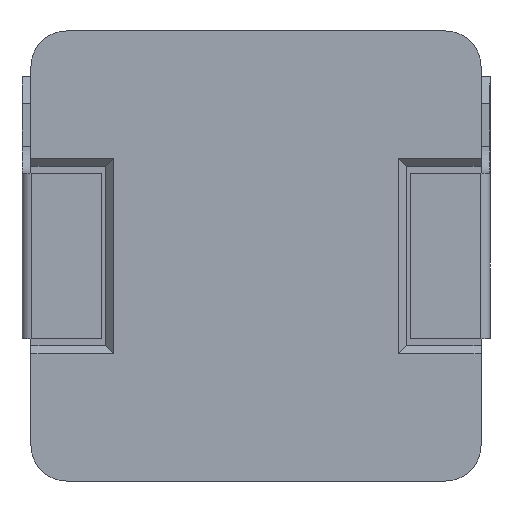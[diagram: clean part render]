
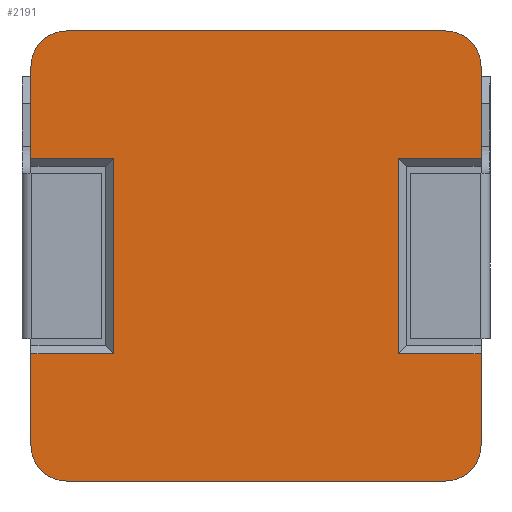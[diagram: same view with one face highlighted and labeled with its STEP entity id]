
A CAD part, front view. The second image highlights one B-rep face of the part: STEP entity #2191.
In plain terms, the highlighted planar face has unit normal (0, -1, 0).
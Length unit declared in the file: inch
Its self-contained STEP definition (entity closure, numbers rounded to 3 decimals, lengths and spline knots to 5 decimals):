
#8 = DIRECTION ( 'NONE',  ( 0., 0., -1. ) ) ;
#54 = CARTESIAN_POINT ( 'NONE',  ( -0.03318, 0.09557, -0.16122 ) ) ;
#120 = CARTESIAN_POINT ( 'NONE',  ( 0.01922, 0.09557, 0.19888 ) ) ;
#135 = LINE ( 'NONE', #3577, #2545 ) ;
#144 = CARTESIAN_POINT ( 'NONE',  ( -0.07278, 0.09557, -0.12162 ) ) ;
#147 = CARTESIAN_POINT ( 'NONE',  ( 0.38982, 0.09557, -0.01912 ) ) ;
#193 = DIRECTION ( 'NONE',  ( 0., 0., 1. ) ) ;
#194 = AXIS2_PLACEMENT_3D ( 'NONE', #3336, #2915, #2502 ) ;
#201 = CARTESIAN_POINT ( 'NONE',  ( -0.03318, 0.09557, 0.34098 ) ) ;
#269 = CIRCLE ( 'NONE', #194, 0.0396 ) ;
#285 = VERTEX_POINT ( 'NONE', #1226 ) ;
#297 = VERTEX_POINT ( 'NONE', #855 ) ;
#298 = DIRECTION ( 'NONE',  ( 0., 0., -1. ) ) ;
#305 = DIRECTION ( 'NONE',  ( -1., 0., 0. ) ) ;
#317 = CARTESIAN_POINT ( 'NONE',  ( -0.07278, 0.09557, 0.30138 ) ) ;
#328 = VERTEX_POINT ( 'NONE', #120 ) ;
#351 = ORIENTED_EDGE ( 'NONE', *, *, #1369, .F. ) ;
#374 = ORIENTED_EDGE ( 'NONE', *, *, #3389, .T. ) ;
#381 = CARTESIAN_POINT ( 'NONE',  ( 0.42942, 0.09557, 0.30138 ) ) ;
#407 = VERTEX_POINT ( 'NONE', #1528 ) ;
#423 = VERTEX_POINT ( 'NONE', #1127 ) ;
#427 = VERTEX_POINT ( 'NONE', #766 ) ;
#429 = LINE ( 'NONE', #54, #3729 ) ;
#432 = CIRCLE ( 'NONE', #1774, 0.0396 ) ;
#449 = DIRECTION ( 'NONE',  ( 0., 0., -1. ) ) ;
#459 = CIRCLE ( 'NONE', #776, 0.0396 ) ;
#480 = ORIENTED_EDGE ( 'NONE', *, *, #2771, .F. ) ;
#524 = DIRECTION ( 'NONE',  ( 0., 0., -1. ) ) ;
#565 = CIRCLE ( 'NONE', #2535, 0.0396 ) ;
#569 = DIRECTION ( 'NONE',  ( 0., 1., 0. ) ) ;
#579 = EDGE_LOOP ( 'NONE', ( #1095, #3525, #374, #1368, #3404, #2712, #1467, #480, #834, #2401, #2585, #647, #351, #1888, #1474, #1692 ) ) ;
#582 = DIRECTION ( 'NONE',  ( 0., 0., 1. ) ) ;
#600 = AXIS2_PLACEMENT_3D ( 'NONE', #1843, #1426, #1031 ) ;
#605 = VECTOR ( 'NONE', #2369, 39.37008 ) ;
#626 = VERTEX_POINT ( 'NONE', #3216 ) ;
#647 = ORIENTED_EDGE ( 'NONE', *, *, #3511, .T. ) ;
#672 = FACE_OUTER_BOUND ( 'NONE', #579, .T. ) ;
#682 = CARTESIAN_POINT ( 'NONE',  ( 0.42942, 0.09557, 0.30138 ) ) ;
#689 = CARTESIAN_POINT ( 'NONE',  ( 0.38982, 0.09557, -0.01912 ) ) ;
#743 = LINE ( 'NONE', #381, #2577 ) ;
#751 = VERTEX_POINT ( 'NONE', #810 ) ;
#766 = CARTESIAN_POINT ( 'NONE',  ( 0.01922, 0.09557, -0.01912 ) ) ;
#776 = AXIS2_PLACEMENT_3D ( 'NONE', #2446, #2047, #1656 ) ;
#789 = CARTESIAN_POINT ( 'NONE',  ( 0.38982, 0.09557, 0.34098 ) ) ;
#801 = DIRECTION ( 'NONE',  ( 0., 1., 0. ) ) ;
#810 = CARTESIAN_POINT ( 'NONE',  ( -0.03318, 0.09557, -0.16122 ) ) ;
#834 = ORIENTED_EDGE ( 'NONE', *, *, #2706, .F. ) ;
#855 = CARTESIAN_POINT ( 'NONE',  ( -0.07278, 0.09557, -0.01912 ) ) ;
#888 = CARTESIAN_POINT ( 'NONE',  ( 0.01922, 0.09557, 0.30138 ) ) ;
#928 = CARTESIAN_POINT ( 'NONE',  ( 0.38982, 0.09557, 0.30138 ) ) ;
#944 = CARTESIAN_POINT ( 'NONE',  ( -0.07278, 0.09557, 0.30138 ) ) ;
#949 = VERTEX_POINT ( 'NONE', #2206 ) ;
#1026 = LINE ( 'NONE', #682, #2997 ) ;
#1031 = DIRECTION ( 'NONE',  ( 0., 0., 1. ) ) ;
#1043 = LINE ( 'NONE', #317, #3778 ) ;
#1095 = ORIENTED_EDGE ( 'NONE', *, *, #2096, .F. ) ;
#1127 = CARTESIAN_POINT ( 'NONE',  ( 0.38982, 0.09557, -0.16122 ) ) ;
#1169 = CARTESIAN_POINT ( 'NONE',  ( -0.03318, 0.09557, -0.12162 ) ) ;
#1183 = VECTOR ( 'NONE', #1995, 39.37008 ) ;
#1226 = CARTESIAN_POINT ( 'NONE',  ( -0.07278, 0.09557, 0.19888 ) ) ;
#1258 = LINE ( 'NONE', #888, #1921 ) ;
#1261 = DIRECTION ( 'NONE',  ( 0., 0., 1. ) ) ;
#1317 = LINE ( 'NONE', #944, #2829 ) ;
#1368 = ORIENTED_EDGE ( 'NONE', *, *, #3403, .T. ) ;
#1369 = EDGE_CURVE ( 'NONE', #1940, #297, #1317, .T. ) ;
#1392 = VECTOR ( 'NONE', #3591, 39.37008 ) ;
#1426 = DIRECTION ( 'NONE',  ( 0., 1., 0. ) ) ;
#1467 = ORIENTED_EDGE ( 'NONE', *, *, #2878, .F. ) ;
#1474 = ORIENTED_EDGE ( 'NONE', *, *, #2220, .F. ) ;
#1528 = CARTESIAN_POINT ( 'NONE',  ( 0.42942, 0.09557, -0.01912 ) ) ;
#1570 = VERTEX_POINT ( 'NONE', #201 ) ;
#1656 = DIRECTION ( 'NONE',  ( 0., 0., -1. ) ) ;
#1666 = LINE ( 'NONE', #147, #1392 ) ;
#1669 = CARTESIAN_POINT ( 'NONE',  ( 0.33742, 0.09557, 0.30138 ) ) ;
#1692 = ORIENTED_EDGE ( 'NONE', *, *, #2148, .F. ) ;
#1707 = CARTESIAN_POINT ( 'NONE',  ( -0.07278, 0.09557, 0.30138 ) ) ;
#1718 = VECTOR ( 'NONE', #305, 39.37008 ) ;
#1774 = AXIS2_PLACEMENT_3D ( 'NONE', #1169, #801, #449 ) ;
#1813 = EDGE_CURVE ( 'NONE', #3806, #626, #565, .T. ) ;
#1843 = CARTESIAN_POINT ( 'NONE',  ( 0.38982, 0.09557, 0.30138 ) ) ;
#1888 = ORIENTED_EDGE ( 'NONE', *, *, #2270, .F. ) ;
#1921 = VECTOR ( 'NONE', #524, 39.37008 ) ;
#1940 = VERTEX_POINT ( 'NONE', #144 ) ;
#1968 = CARTESIAN_POINT ( 'NONE',  ( 0.33742, 0.09557, -0.01912 ) ) ;
#1995 = DIRECTION ( 'NONE',  ( 1., 0., 0. ) ) ;
#2009 = CARTESIAN_POINT ( 'NONE',  ( 0.42942, 0.09557, -0.12162 ) ) ;
#2026 = VERTEX_POINT ( 'NONE', #1707 ) ;
#2047 = DIRECTION ( 'NONE',  ( 0., 1., 0. ) ) ;
#2064 = LINE ( 'NONE', #1669, #2149 ) ;
#2096 = EDGE_CURVE ( 'NONE', #407, #2809, #743, .T. ) ;
#2148 = EDGE_CURVE ( 'NONE', #2809, #423, #459, .T. ) ;
#2149 = VECTOR ( 'NONE', #1261, 39.37008 ) ;
#2191 = ADVANCED_FACE ( 'NONE', ( #672 ), #2226, .F. ) ;
#2206 = CARTESIAN_POINT ( 'NONE',  ( 0.42942, 0.09557, 0.19888 ) ) ;
#2220 = EDGE_CURVE ( 'NONE', #423, #751, #429, .T. ) ;
#2226 = PLANE ( 'NONE',  #600 ) ;
#2270 = EDGE_CURVE ( 'NONE', #751, #1940, #432, .T. ) ;
#2369 = DIRECTION ( 'NONE',  ( 1., 0., 0. ) ) ;
#2390 = CARTESIAN_POINT ( 'NONE',  ( 0.38982, 0.09557, 0.19888 ) ) ;
#2401 = ORIENTED_EDGE ( 'NONE', *, *, #3447, .T. ) ;
#2435 = VERTEX_POINT ( 'NONE', #3752 ) ;
#2446 = CARTESIAN_POINT ( 'NONE',  ( 0.38982, 0.09557, -0.12162 ) ) ;
#2502 = DIRECTION ( 'NONE',  ( 0., 0., -1. ) ) ;
#2535 = AXIS2_PLACEMENT_3D ( 'NONE', #928, #569, #193 ) ;
#2545 = VECTOR ( 'NONE', #3187, 39.37008 ) ;
#2577 = VECTOR ( 'NONE', #8, 39.37008 ) ;
#2585 = ORIENTED_EDGE ( 'NONE', *, *, #3503, .T. ) ;
#2611 = EDGE_CURVE ( 'NONE', #626, #949, #1026, .T. ) ;
#2627 = LINE ( 'NONE', #689, #1718 ) ;
#2706 = EDGE_CURVE ( 'NONE', #285, #2026, #1043, .T. ) ;
#2712 = ORIENTED_EDGE ( 'NONE', *, *, #1813, .F. ) ;
#2771 = EDGE_CURVE ( 'NONE', #2026, #1570, #269, .T. ) ;
#2775 = CARTESIAN_POINT ( 'NONE',  ( 0.38982, 0.09557, 0.19888 ) ) ;
#2798 = LINE ( 'NONE', #2390, #1183 ) ;
#2809 = VERTEX_POINT ( 'NONE', #2009 ) ;
#2829 = VECTOR ( 'NONE', #582, 39.37008 ) ;
#2878 = EDGE_CURVE ( 'NONE', #1570, #3806, #135, .T. ) ;
#2915 = DIRECTION ( 'NONE',  ( 0., 1., 0. ) ) ;
#2997 = VECTOR ( 'NONE', #298, 39.37008 ) ;
#3187 = DIRECTION ( 'NONE',  ( 1., 0., 0. ) ) ;
#3208 = LINE ( 'NONE', #2775, #605 ) ;
#3216 = CARTESIAN_POINT ( 'NONE',  ( 0.42942, 0.09557, 0.30138 ) ) ;
#3336 = CARTESIAN_POINT ( 'NONE',  ( -0.03318, 0.09557, 0.30138 ) ) ;
#3353 = EDGE_CURVE ( 'NONE', #407, #3410, #2627, .T. ) ;
#3389 = EDGE_CURVE ( 'NONE', #3410, #2435, #2064, .T. ) ;
#3403 = EDGE_CURVE ( 'NONE', #2435, #949, #3208, .T. ) ;
#3404 = ORIENTED_EDGE ( 'NONE', *, *, #2611, .F. ) ;
#3410 = VERTEX_POINT ( 'NONE', #1968 ) ;
#3447 = EDGE_CURVE ( 'NONE', #285, #328, #2798, .T. ) ;
#3476 = DIRECTION ( 'NONE',  ( -1., 0., 0. ) ) ;
#3503 = EDGE_CURVE ( 'NONE', #328, #427, #1258, .T. ) ;
#3511 = EDGE_CURVE ( 'NONE', #427, #297, #1666, .T. ) ;
#3525 = ORIENTED_EDGE ( 'NONE', *, *, #3353, .T. ) ;
#3577 = CARTESIAN_POINT ( 'NONE',  ( -0.03318, 0.09557, 0.34098 ) ) ;
#3591 = DIRECTION ( 'NONE',  ( -1., 0., 0. ) ) ;
#3729 = VECTOR ( 'NONE', #3476, 39.37008 ) ;
#3752 = CARTESIAN_POINT ( 'NONE',  ( 0.33742, 0.09557, 0.19888 ) ) ;
#3778 = VECTOR ( 'NONE', #3779, 39.37008 ) ;
#3779 = DIRECTION ( 'NONE',  ( 0., 0., 1. ) ) ;
#3806 = VERTEX_POINT ( 'NONE', #789 ) ;
